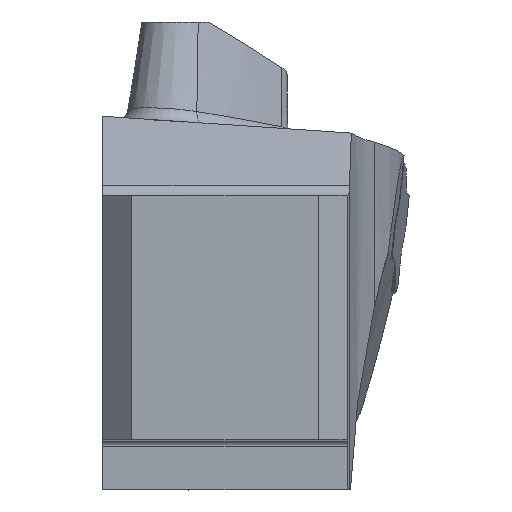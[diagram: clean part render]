
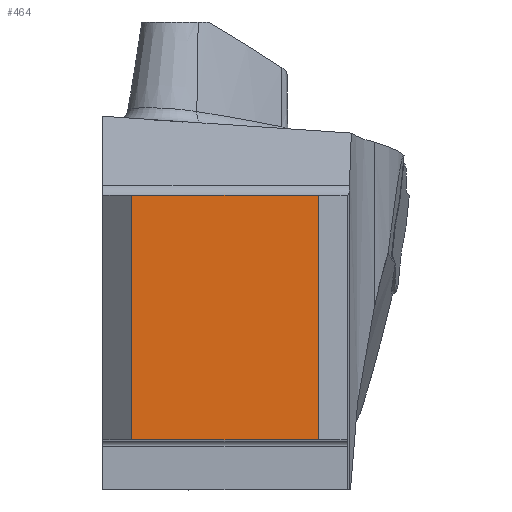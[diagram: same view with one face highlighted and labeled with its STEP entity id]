
A CAD part, top view. The second image highlights one B-rep face of the part: STEP entity #464.
In plain terms, the highlighted planar face has unit normal (0, 0, 1).
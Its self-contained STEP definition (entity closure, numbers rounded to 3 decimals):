
#464=ADVANCED_FACE('CU_BACK_SU1',(#733),#639,.F.);
#639=PLANE('',#3646);
#733=FACE_OUTER_BOUND('',#919,.T.);
#919=EDGE_LOOP('',(#1247,#1248,#1249,#1250));
#1247=ORIENTED_EDGE('',*,*,#2595,.F.);
#1248=ORIENTED_EDGE('',*,*,#2596,.T.);
#1249=ORIENTED_EDGE('',*,*,#2597,.T.);
#1250=ORIENTED_EDGE('',*,*,#2598,.T.);
#2237=VERTEX_POINT('',#4972);
#2238=VERTEX_POINT('',#4973);
#2239=VERTEX_POINT('',#4975);
#2240=VERTEX_POINT('',#4977);
#2595=EDGE_CURVE('',#2237,#2238,#3064,.T.);
#2596=EDGE_CURVE('',#2237,#2239,#3065,.T.);
#2597=EDGE_CURVE('',#2239,#2240,#3066,.T.);
#2598=EDGE_CURVE('',#2240,#2238,#3067,.T.);
#3064=LINE('',#4971,#3313);
#3065=LINE('',#4974,#3314);
#3066=LINE('',#4976,#3315);
#3067=LINE('',#4978,#3316);
#3313=VECTOR('',#4031,1.);
#3314=VECTOR('',#4032,1.);
#3315=VECTOR('',#4033,1.);
#3316=VECTOR('',#4034,1.);
#3646=AXIS2_PLACEMENT_3D('',#4979,#4035,#4036);
#4031=DIRECTION('',(0.,1.,0.));
#4032=DIRECTION('',(1.,0.,0.));
#4033=DIRECTION('',(0.,1.,0.));
#4034=DIRECTION('',(-1.,0.,0.));
#4035=DIRECTION('',(0.,0.,-1.));
#4036=DIRECTION('',(-0.095,-0.995,0.));
#4971=CARTESIAN_POINT('',(3.,0.,0.));
#4972=CARTESIAN_POINT('',(3.,0.,0.));
#4973=CARTESIAN_POINT('',(3.,25.325,0.));
#4974=CARTESIAN_POINT('',(48.591,0.,0.));
#4975=CARTESIAN_POINT('',(22.325,0.,0.));
#4976=CARTESIAN_POINT('',(22.325,0.,0.));
#4977=CARTESIAN_POINT('',(22.325,25.325,0.));
#4978=CARTESIAN_POINT('',(48.591,25.325,0.));
#4979=CARTESIAN_POINT('',(48.591,45.325,0.));
